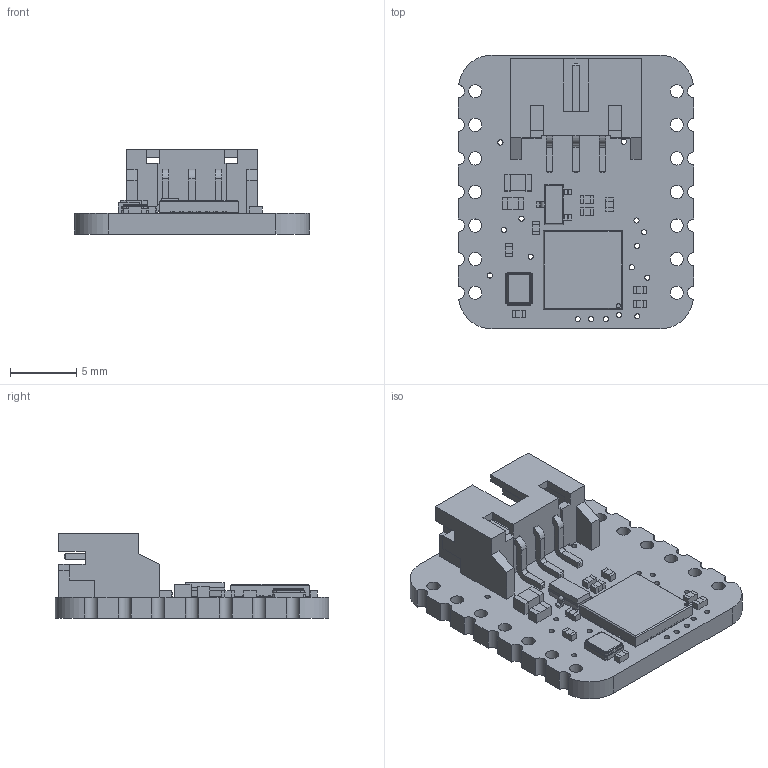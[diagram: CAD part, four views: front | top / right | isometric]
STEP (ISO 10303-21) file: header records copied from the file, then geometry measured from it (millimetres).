
FILE_DESCRIPTION(/* description */ (''),/* implementation_level */ '2;1');
FILE_NAME(/* name */ 'PCB Component.step',/* time_stamp */ '2025-07-08T16:31:21-04:00',/* author */ (''),/* organization */ (''),/* preprocessor_version */ 'ST-DEVELOPER v20.1',/* originating_system */ 'Autodesk Translation Framework v14.10.0.0',/* authorisation */ '');
FILE_SCHEMA (('AUTOMOTIVE_DESIGN { 1 0 10303 214 3 1 1 }'));
Length unit declared in the file: millimetre
Products named in the file (9): PCB Component; Board; JST PH 3; 10uF; 1uF; 10K; 16MHz 12pF; PESD1CAN_SOT23R; MCP25625
Assembly tree (15 placements, depth 2):
  PCB Component
    Board
    JST PH 3
    10uF
    1uF
    10K  x8
    16MHz 12pF
    PESD1CAN_SOT23R
    MCP25625
Bounding box: 17.78 x 20.7 x 6.37 mm (x, y, z)
Volume: 705.3 mm3; surface area: 1622.7 mm2
Topology: 53 solids, 53 shells, 800 faces, 2016 edges, 1320 vertices
Faces by surface type: plane 625, cylinder 167, torus 8
Full cylindrical faces by diameter (mm): 0.3 x1, 0.394 x24, 1 x14
Entity records: 21494 total; most frequent: CARTESIAN_POINT 3642, DIRECTION 3554, ORIENTED_EDGE 3528, EDGE_CURVE 1764, LINE 1426, VECTOR 1426, VERTEX_POINT 1152, AXIS2_PLACEMENT_3D 1064
